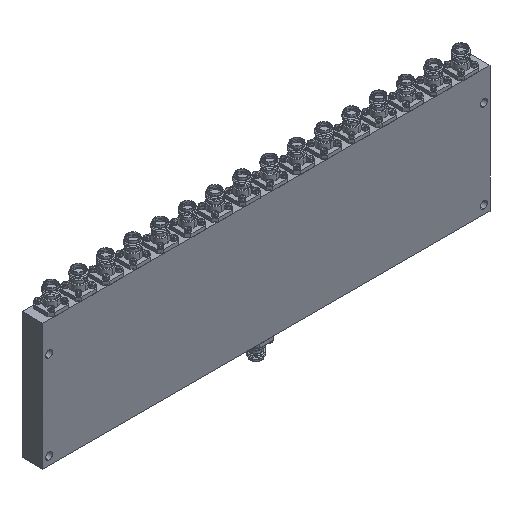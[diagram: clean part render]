
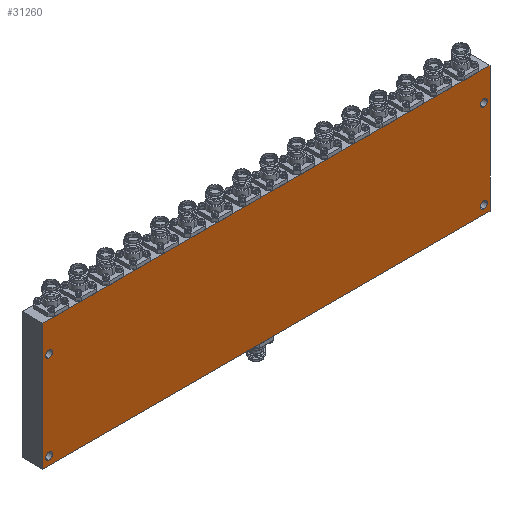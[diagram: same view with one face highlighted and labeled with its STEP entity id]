
A CAD part, isometric view. The second image highlights one B-rep face of the part: STEP entity #31260.
In plain terms, the highlighted planar face has unit normal (0, -1, 0).
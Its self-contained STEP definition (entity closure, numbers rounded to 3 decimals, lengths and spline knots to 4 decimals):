
#280 = EDGE_LOOP ( 'NONE', ( #26321, #66023 ) ) ;
#1042 = LINE ( 'NONE', #45306, #1856 ) ;
#1076 = VERTEX_POINT ( 'NONE', #49188 ) ;
#1122 = FACE_BOUND ( 'NONE', #24839, .T. ) ;
#1250 = CARTESIAN_POINT ( 'NONE',  ( 8.235, 0., -0.55 ) ) ;
#1691 = CARTESIAN_POINT ( 'NONE',  ( 0., 0., 0. ) ) ;
#1856 = VECTOR ( 'NONE', #2091, 39.3701 ) ;
#2054 = CARTESIAN_POINT ( 'NONE',  ( 8.235, 0., -2.265 ) ) ;
#2091 = DIRECTION ( 'NONE',  ( 1., 0., 0. ) ) ;
#2610 = CIRCLE ( 'NONE', #28933, 0.065 ) ;
#3439 = ORIENTED_EDGE ( 'NONE', *, *, #43085, .T. ) ;
#3616 = VERTEX_POINT ( 'NONE', #55382 ) ;
#3707 = DIRECTION ( 'NONE',  ( 0., 0., 1. ) ) ;
#4404 = VERTEX_POINT ( 'NONE', #62292 ) ;
#5003 = CIRCLE ( 'NONE', #18777, 0.065 ) ;
#5404 = VERTEX_POINT ( 'NONE', #54455 ) ;
#5715 = EDGE_CURVE ( 'NONE', #50068, #65066, #1042, .T. ) ;
#5744 = CARTESIAN_POINT ( 'NONE',  ( 8.235, 0., -2.2 ) ) ;
#5919 = EDGE_CURVE ( 'NONE', #65475, #50068, #42843, .T. ) ;
#6679 = CARTESIAN_POINT ( 'NONE',  ( 0.115, 0., -2.265 ) ) ;
#6793 = CIRCLE ( 'NONE', #52781, 0.065 ) ;
#7565 = EDGE_CURVE ( 'NONE', #52909, #28074, #2610, .T. ) ;
#8316 = CARTESIAN_POINT ( 'NONE',  ( 0., 0., -2.36 ) ) ;
#9011 = CARTESIAN_POINT ( 'NONE',  ( 0.115, 0., -0.485 ) ) ;
#9809 = DIRECTION ( 'NONE',  ( 0., 0., 1. ) ) ;
#11031 = VECTOR ( 'NONE', #54197, 39.3701 ) ;
#11190 = DIRECTION ( 'NONE',  ( 0., 0., 1. ) ) ;
#11630 = EDGE_CURVE ( 'NONE', #16904, #5404, #36725, .T. ) ;
#13227 = AXIS2_PLACEMENT_3D ( 'NONE', #42300, #48253, #20978 ) ;
#13710 = VECTOR ( 'NONE', #18369, 39.3701 ) ;
#14519 = DIRECTION ( 'NONE',  ( 0., 1., 0. ) ) ;
#14829 = LINE ( 'NONE', #25597, #33603 ) ;
#14850 = DIRECTION ( 'NONE',  ( 0., 1., 0. ) ) ;
#15247 = CARTESIAN_POINT ( 'NONE',  ( 0.115, 0., -0.55 ) ) ;
#16004 = CARTESIAN_POINT ( 'NONE',  ( 8.235, 0., -2.2 ) ) ;
#16393 = ORIENTED_EDGE ( 'NONE', *, *, #34729, .F. ) ;
#16904 = VERTEX_POINT ( 'NONE', #42896 ) ;
#18369 = DIRECTION ( 'NONE',  ( 0., 0., 1. ) ) ;
#18777 = AXIS2_PLACEMENT_3D ( 'NONE', #16004, #60546, #66054 ) ;
#20095 = VERTEX_POINT ( 'NONE', #9011 ) ;
#20978 = DIRECTION ( 'NONE',  ( 0., 0., 1. ) ) ;
#21194 = ORIENTED_EDGE ( 'NONE', *, *, #33494, .T. ) ;
#21921 = DIRECTION ( 'NONE',  ( 0., -1., 0. ) ) ;
#23861 = EDGE_CURVE ( 'NONE', #60070, #1076, #6793, .T. ) ;
#24772 = CARTESIAN_POINT ( 'NONE',  ( 0., 0., 0. ) ) ;
#24839 = EDGE_LOOP ( 'NONE', ( #35901, #33631 ) ) ;
#24874 = CARTESIAN_POINT ( 'NONE',  ( 0.115, 0., -0.55 ) ) ;
#25109 = ORIENTED_EDGE ( 'NONE', *, *, #42305, .T. ) ;
#25597 = CARTESIAN_POINT ( 'NONE',  ( 8.35, 0., 0. ) ) ;
#25707 = EDGE_CURVE ( 'NONE', #5404, #16904, #26215, .T. ) ;
#26215 = CIRCLE ( 'NONE', #62479, 0.065 ) ;
#26321 = ORIENTED_EDGE ( 'NONE', *, *, #25707, .T. ) ;
#27523 = EDGE_LOOP ( 'NONE', ( #67683, #16393, #31380, #50124 ) ) ;
#28074 = VERTEX_POINT ( 'NONE', #67205 ) ;
#28933 = AXIS2_PLACEMENT_3D ( 'NONE', #42867, #64229, #41917 ) ;
#28954 = LINE ( 'NONE', #8316, #11031 ) ;
#30545 = CIRCLE ( 'NONE', #63728, 0.065 ) ;
#31260 = ADVANCED_FACE ( 'NONE', ( #52399, #1122, #45516, #33540, #62759 ), #46571, .T. ) ;
#31380 = ORIENTED_EDGE ( 'NONE', *, *, #60275, .F. ) ;
#33494 = EDGE_CURVE ( 'NONE', #28074, #52909, #36781, .T. ) ;
#33540 = FACE_BOUND ( 'NONE', #280, .T. ) ;
#33603 = VECTOR ( 'NONE', #52916, 39.3701 ) ;
#33631 = ORIENTED_EDGE ( 'NONE', *, *, #23861, .T. ) ;
#34729 = EDGE_CURVE ( 'NONE', #3616, #65475, #28954, .T. ) ;
#35901 = ORIENTED_EDGE ( 'NONE', *, *, #62013, .T. ) ;
#36725 = CIRCLE ( 'NONE', #42509, 0.065 ) ;
#36781 = CIRCLE ( 'NONE', #13227, 0.065 ) ;
#36984 = DIRECTION ( 'NONE',  ( 0., 0., 1. ) ) ;
#38473 = ORIENTED_EDGE ( 'NONE', *, *, #7565, .T. ) ;
#39040 = CARTESIAN_POINT ( 'NONE',  ( 8.35, 0., 0. ) ) ;
#41536 = AXIS2_PLACEMENT_3D ( 'NONE', #24772, #21921, #54728 ) ;
#41917 = DIRECTION ( 'NONE',  ( 0., 0., 1. ) ) ;
#42300 = CARTESIAN_POINT ( 'NONE',  ( 0.115, 0., -2.2 ) ) ;
#42305 = EDGE_CURVE ( 'NONE', #4404, #20095, #30545, .T. ) ;
#42509 = AXIS2_PLACEMENT_3D ( 'NONE', #59106, #54282, #9809 ) ;
#42843 = LINE ( 'NONE', #1691, #13710 ) ;
#42867 = CARTESIAN_POINT ( 'NONE',  ( 0.115, 0., -2.2 ) ) ;
#42896 = CARTESIAN_POINT ( 'NONE',  ( 8.235, 0., -0.615 ) ) ;
#43085 = EDGE_CURVE ( 'NONE', #20095, #4404, #63112, .T. ) ;
#43945 = DIRECTION ( 'NONE',  ( 0., 1., 0. ) ) ;
#44938 = DIRECTION ( 'NONE',  ( 0., 1., 0. ) ) ;
#45306 = CARTESIAN_POINT ( 'NONE',  ( 0., 0., 0. ) ) ;
#45516 = FACE_BOUND ( 'NONE', #57536, .T. ) ;
#46571 = PLANE ( 'NONE',  #41536 ) ;
#48253 = DIRECTION ( 'NONE',  ( 0., 1., 0. ) ) ;
#49188 = CARTESIAN_POINT ( 'NONE',  ( 8.235, 0., -2.135 ) ) ;
#50068 = VERTEX_POINT ( 'NONE', #63601 ) ;
#50124 = ORIENTED_EDGE ( 'NONE', *, *, #5715, .F. ) ;
#52399 = FACE_BOUND ( 'NONE', #67688, .T. ) ;
#52781 = AXIS2_PLACEMENT_3D ( 'NONE', #5744, #43945, #11190 ) ;
#52909 = VERTEX_POINT ( 'NONE', #6679 ) ;
#52916 = DIRECTION ( 'NONE',  ( 0., 0., -1. ) ) ;
#54197 = DIRECTION ( 'NONE',  ( -1., 0., 0. ) ) ;
#54282 = DIRECTION ( 'NONE',  ( 0., 1., 0. ) ) ;
#54455 = CARTESIAN_POINT ( 'NONE',  ( 8.235, 0., -0.485 ) ) ;
#54728 = DIRECTION ( 'NONE',  ( 0., 0., -1. ) ) ;
#55382 = CARTESIAN_POINT ( 'NONE',  ( 8.35, 0., -2.36 ) ) ;
#55729 = DIRECTION ( 'NONE',  ( 0., 0., 1. ) ) ;
#57536 = EDGE_LOOP ( 'NONE', ( #3439, #25109 ) ) ;
#59106 = CARTESIAN_POINT ( 'NONE',  ( 8.235, 0., -0.55 ) ) ;
#60070 = VERTEX_POINT ( 'NONE', #2054 ) ;
#60275 = EDGE_CURVE ( 'NONE', #65066, #3616, #14829, .T. ) ;
#60546 = DIRECTION ( 'NONE',  ( 0., 1., 0. ) ) ;
#62013 = EDGE_CURVE ( 'NONE', #1076, #60070, #5003, .T. ) ;
#62292 = CARTESIAN_POINT ( 'NONE',  ( 0.115, 0., -0.615 ) ) ;
#62479 = AXIS2_PLACEMENT_3D ( 'NONE', #1250, #44938, #55729 ) ;
#62759 = FACE_OUTER_BOUND ( 'NONE', #27523, .T. ) ;
#63112 = CIRCLE ( 'NONE', #63301, 0.065 ) ;
#63301 = AXIS2_PLACEMENT_3D ( 'NONE', #15247, #14519, #36984 ) ;
#63534 = CARTESIAN_POINT ( 'NONE',  ( 0., 0., -2.36 ) ) ;
#63601 = CARTESIAN_POINT ( 'NONE',  ( 0., 0., 0. ) ) ;
#63728 = AXIS2_PLACEMENT_3D ( 'NONE', #24874, #14850, #3707 ) ;
#64229 = DIRECTION ( 'NONE',  ( 0., 1., 0. ) ) ;
#65066 = VERTEX_POINT ( 'NONE', #39040 ) ;
#65475 = VERTEX_POINT ( 'NONE', #63534 ) ;
#66023 = ORIENTED_EDGE ( 'NONE', *, *, #11630, .T. ) ;
#66054 = DIRECTION ( 'NONE',  ( 0., 0., 1. ) ) ;
#67205 = CARTESIAN_POINT ( 'NONE',  ( 0.115, 0., -2.135 ) ) ;
#67683 = ORIENTED_EDGE ( 'NONE', *, *, #5919, .F. ) ;
#67688 = EDGE_LOOP ( 'NONE', ( #21194, #38473 ) ) ;
